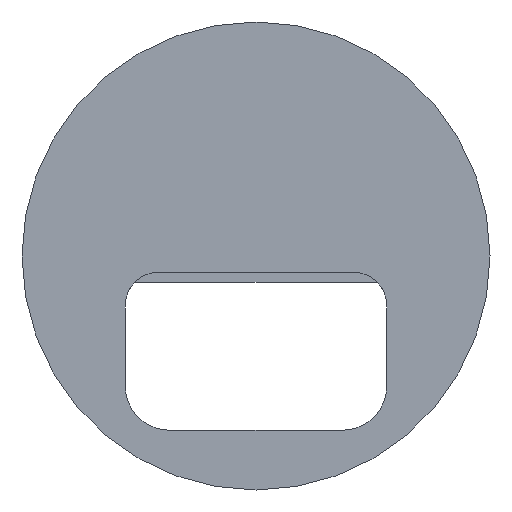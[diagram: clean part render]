
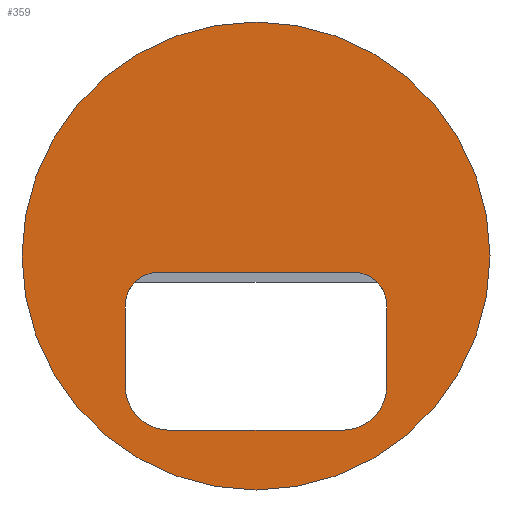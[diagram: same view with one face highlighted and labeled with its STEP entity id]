
A CAD part, front view. The second image highlights one B-rep face of the part: STEP entity #359.
In plain terms, the highlighted planar face has unit normal (0, -1, 0).
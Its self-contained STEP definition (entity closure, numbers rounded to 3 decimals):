
#16=FACE_BOUND('',#61,.T.);
#40=FACE_OUTER_BOUND('',#60,.T.);
#60=EDGE_LOOP('',(#318));
#61=EDGE_LOOP('',(#319,#320,#321,#322,#323,#324,#325,#326));
#64=CIRCLE('',#379,2.);
#66=CIRCLE('',#383,2.);
#68=CIRCLE('',#387,1.5);
#70=CIRCLE('',#391,1.5);
#73=CIRCLE('',#402,10.75);
#76=LINE('',#519,#113);
#81=LINE('',#533,#118);
#85=LINE('',#545,#122);
#89=LINE('',#556,#126);
#113=VECTOR('',#417,10.);
#118=VECTOR('',#430,10.);
#122=VECTOR('',#442,10.);
#126=VECTOR('',#454,10.);
#152=VERTEX_POINT('',#517);
#153=VERTEX_POINT('',#518);
#156=VERTEX_POINT('',#526);
#158=VERTEX_POINT('',#532);
#160=VERTEX_POINT('',#538);
#162=VERTEX_POINT('',#544);
#164=VERTEX_POINT('',#550);
#165=VERTEX_POINT('',#555);
#179=VERTEX_POINT('',#602);
#184=EDGE_CURVE('',#152,#153,#76,.T.);
#188=EDGE_CURVE('',#156,#152,#64,.T.);
#191=EDGE_CURVE('',#158,#156,#81,.T.);
#194=EDGE_CURVE('',#160,#158,#66,.T.);
#197=EDGE_CURVE('',#162,#160,#85,.T.);
#200=EDGE_CURVE('',#164,#162,#68,.T.);
#203=EDGE_CURVE('',#165,#164,#89,.T.);
#205=EDGE_CURVE('',#153,#165,#70,.T.);
#228=EDGE_CURVE('',#179,#179,#73,.T.);
#318=ORIENTED_EDGE('',*,*,#228,.F.);
#319=ORIENTED_EDGE('',*,*,#184,.T.);
#320=ORIENTED_EDGE('',*,*,#205,.T.);
#321=ORIENTED_EDGE('',*,*,#203,.T.);
#322=ORIENTED_EDGE('',*,*,#200,.T.);
#323=ORIENTED_EDGE('',*,*,#197,.T.);
#324=ORIENTED_EDGE('',*,*,#194,.T.);
#325=ORIENTED_EDGE('',*,*,#191,.T.);
#326=ORIENTED_EDGE('',*,*,#188,.T.);
#340=PLANE('',#404);
#359=ADVANCED_FACE('',(#40,#16),#340,.F.);
#379=AXIS2_PLACEMENT_3D('',#527,#423,#424);
#383=AXIS2_PLACEMENT_3D('',#539,#435,#436);
#387=AXIS2_PLACEMENT_3D('',#551,#447,#448);
#391=AXIS2_PLACEMENT_3D('',#559,#458,#459);
#402=AXIS2_PLACEMENT_3D('',#604,#500,#501);
#404=AXIS2_PLACEMENT_3D('',#606,#504,#505);
#417=DIRECTION('',(0.,0.,1.));
#423=DIRECTION('center_axis',(0.,1.,0.));
#424=DIRECTION('ref_axis',(0.,0.,-1.));
#430=DIRECTION('',(-1.,0.,0.));
#435=DIRECTION('center_axis',(0.,1.,0.));
#436=DIRECTION('ref_axis',(1.,0.,0.));
#442=DIRECTION('',(0.,0.,-1.));
#447=DIRECTION('center_axis',(0.,1.,0.));
#448=DIRECTION('ref_axis',(0.,0.,1.));
#454=DIRECTION('',(1.,0.,0.));
#458=DIRECTION('center_axis',(0.,1.,0.));
#459=DIRECTION('ref_axis',(-1.,0.,0.));
#500=DIRECTION('center_axis',(0.,1.,0.));
#501=DIRECTION('ref_axis',(1.,0.,0.));
#504=DIRECTION('center_axis',(0.,1.,0.));
#505=DIRECTION('ref_axis',(1.,0.,0.));
#517=CARTESIAN_POINT('',(-6.,0.,-6.));
#518=CARTESIAN_POINT('',(-6.,0.,-2.25));
#519=CARTESIAN_POINT('',(-6.,0.,-3.));
#526=CARTESIAN_POINT('',(-4.,0.,-8.));
#527=CARTESIAN_POINT('Origin',(-4.,0.,-6.));
#532=CARTESIAN_POINT('',(4.,0.,-8.));
#533=CARTESIAN_POINT('',(2.,0.,-8.));
#538=CARTESIAN_POINT('',(6.,0.,-6.));
#539=CARTESIAN_POINT('Origin',(4.,0.,-6.));
#544=CARTESIAN_POINT('',(6.,0.,-2.25));
#545=CARTESIAN_POINT('',(6.,0.,-1.125));
#550=CARTESIAN_POINT('',(4.5,0.,-0.75));
#551=CARTESIAN_POINT('Origin',(4.5,0.,-2.25));
#555=CARTESIAN_POINT('',(-4.5,0.,-0.75));
#556=CARTESIAN_POINT('',(-2.25,0.,-0.75));
#559=CARTESIAN_POINT('Origin',(-4.5,0.,-2.25));
#602=CARTESIAN_POINT('',(-10.75,0.,0.));
#604=CARTESIAN_POINT('Origin',(0.,0.,0.));
#606=CARTESIAN_POINT('Origin',(0.,0.,0.));
